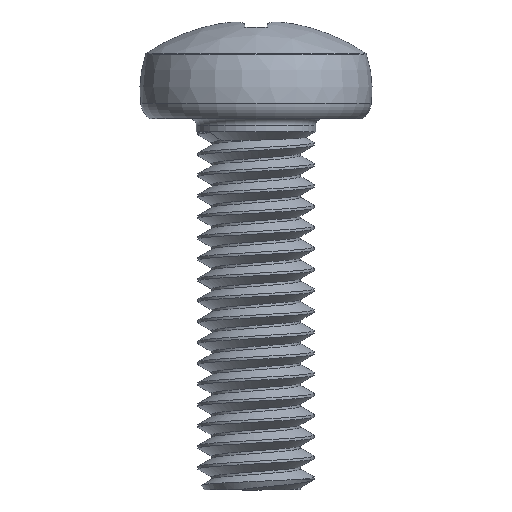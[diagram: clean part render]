
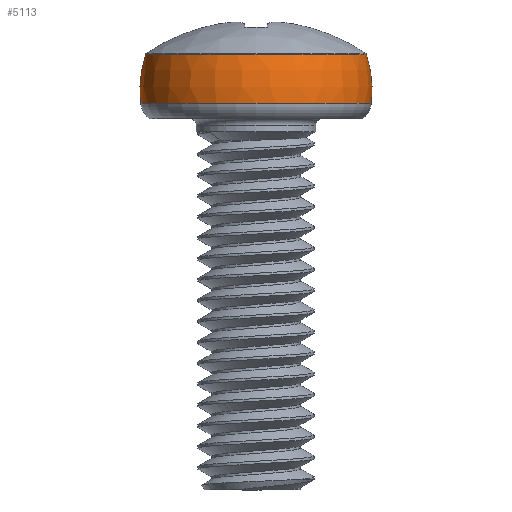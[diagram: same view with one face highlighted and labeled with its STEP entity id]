
A CAD part, left-side view. The second image highlights one B-rep face of the part: STEP entity #5113.
In plain terms, the highlighted toroidal (fillet/blend) face has major radius 0.051 mm and minor radius 2.551 mm.
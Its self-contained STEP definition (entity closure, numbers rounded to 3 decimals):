
#330 = CIRCLE ( 'NONE', #4608, 2.551 ) ;
#636 = CARTESIAN_POINT ( 'NONE',  ( 0., 0., 3.554 ) ) ;
#649 = ORIENTED_EDGE ( 'NONE', *, *, #3814, .T. ) ;
#653 = DIRECTION ( 'NONE',  ( 0., 0., 1. ) ) ;
#699 = EDGE_CURVE ( 'NONE', #3165, #2052, #2559, .T. ) ;
#797 = AXIS2_PLACEMENT_3D ( 'NONE', #5683, #653, #4702 ) ;
#852 = EDGE_LOOP ( 'NONE', ( #2691, #5314, #649, #2934 ) ) ;
#1060 = DIRECTION ( 'NONE',  ( -1., 0., 0. ) ) ;
#1202 = DIRECTION ( 'NONE',  ( 1., 0., 0. ) ) ;
#1232 = EDGE_CURVE ( 'NONE', #3057, #3556, #1477, .T. ) ;
#1244 = FACE_OUTER_BOUND ( 'NONE', #852, .T. ) ;
#1477 = CIRCLE ( 'NONE', #797, 2.484 ) ;
#1650 = AXIS2_PLACEMENT_3D ( 'NONE', #636, #4806, #5721 ) ;
#2052 = VERTEX_POINT ( 'NONE', #2392 ) ;
#2160 = DIRECTION ( 'NONE',  ( 0., 0., -1. ) ) ;
#2369 = EDGE_CURVE ( 'NONE', #3057, #2052, #330, .T. ) ;
#2392 = CARTESIAN_POINT ( 'NONE',  ( 0., 2.379, 4.33 ) ) ;
#2559 = CIRCLE ( 'NONE', #2939, 2.379 ) ;
#2691 = ORIENTED_EDGE ( 'NONE', *, *, #2369, .F. ) ;
#2934 = ORIENTED_EDGE ( 'NONE', *, *, #699, .T. ) ;
#2939 = AXIS2_PLACEMENT_3D ( 'NONE', #3970, #2160, #3949 ) ;
#3057 = VERTEX_POINT ( 'NONE', #4241 ) ;
#3083 = CARTESIAN_POINT ( 'NONE',  ( 0., -0.051, 3.554 ) ) ;
#3165 = VERTEX_POINT ( 'NONE', #5376 ) ;
#3303 = DIRECTION ( 'NONE',  ( 0., 0., 1. ) ) ;
#3556 = VERTEX_POINT ( 'NONE', #4434 ) ;
#3814 = EDGE_CURVE ( 'NONE', #3556, #3165, #4073, .T. ) ;
#3949 = DIRECTION ( 'NONE',  ( 0., 1., 0. ) ) ;
#3970 = CARTESIAN_POINT ( 'NONE',  ( 0., 0., 4.33 ) ) ;
#4073 = CIRCLE ( 'NONE', #5890, 2.551 ) ;
#4241 = CARTESIAN_POINT ( 'NONE',  ( 0., 2.484, 3.266 ) ) ;
#4434 = CARTESIAN_POINT ( 'NONE',  ( 0., -2.484, 3.266 ) ) ;
#4608 = AXIS2_PLACEMENT_3D ( 'NONE', #3083, #1202, #5285 ) ;
#4659 = CARTESIAN_POINT ( 'NONE',  ( 0., 0.051, 3.554 ) ) ;
#4702 = DIRECTION ( 'NONE',  ( 0., -1., 0. ) ) ;
#4793 = TOROIDAL_SURFACE ( 'NONE', #1650, -0.051, 2.551 ) ;
#4806 = DIRECTION ( 'NONE',  ( 0., 0., 1. ) ) ;
#5113 = ADVANCED_FACE ( 'NONE', ( #1244 ), #4793, .T. ) ;
#5285 = DIRECTION ( 'NONE',  ( 0., 1., 0. ) ) ;
#5314 = ORIENTED_EDGE ( 'NONE', *, *, #1232, .T. ) ;
#5376 = CARTESIAN_POINT ( 'NONE',  ( 0., -2.379, 4.33 ) ) ;
#5683 = CARTESIAN_POINT ( 'NONE',  ( 0., 0., 3.266 ) ) ;
#5721 = DIRECTION ( 'NONE',  ( 0., -1., 0. ) ) ;
#5890 = AXIS2_PLACEMENT_3D ( 'NONE', #4659, #1060, #3303 ) ;
